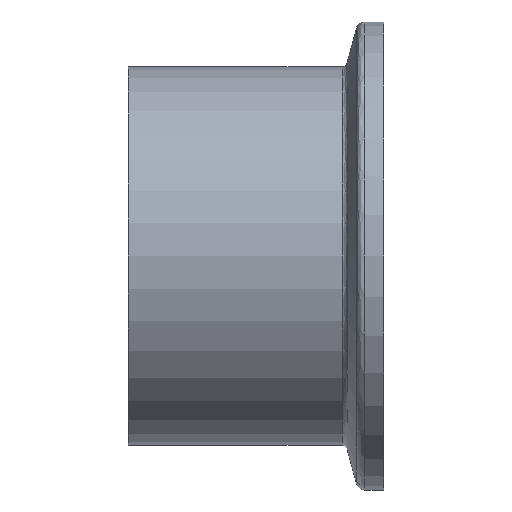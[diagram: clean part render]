
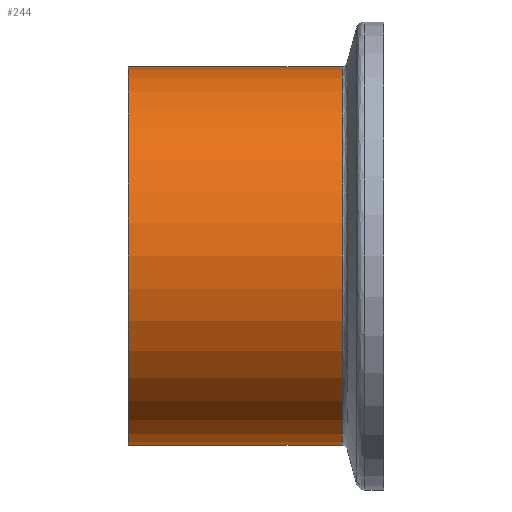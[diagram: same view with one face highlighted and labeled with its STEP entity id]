
A CAD part, front view. The second image highlights one B-rep face of the part: STEP entity #244.
In plain terms, the highlighted cylindrical face has radius 22.25 mm (diameter 44.5 mm), a full revolution.
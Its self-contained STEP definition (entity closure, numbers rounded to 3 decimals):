
#5 = FACE_OUTER_BOUND ( 'NONE', #680, .T. ) ;
#70 = CIRCLE ( 'NONE', #606, 22.25 ) ;
#88 = DIRECTION ( 'NONE',  ( -1., 0., 0. ) ) ;
#94 = DIRECTION ( 'NONE',  ( 0., 0., 1. ) ) ;
#155 = CARTESIAN_POINT ( 'NONE',  ( 3., 0., 0. ) ) ;
#214 = ORIENTED_EDGE ( 'NONE', *, *, #454, .T. ) ;
#221 = EDGE_LOOP ( 'NONE', ( #330 ) ) ;
#244 = ADVANCED_FACE ( 'NONE', ( #489, #5 ), #788, .T. ) ;
#249 = CARTESIAN_POINT ( 'NONE',  ( -27., 0., 0. ) ) ;
#330 = ORIENTED_EDGE ( 'NONE', *, *, #537, .T. ) ;
#341 = VERTEX_POINT ( 'NONE', #651 ) ;
#384 = CARTESIAN_POINT ( 'NONE',  ( -1.867, 0., 0. ) ) ;
#387 = DIRECTION ( 'NONE',  ( 0., 0., 1. ) ) ;
#452 = CIRCLE ( 'NONE', #655, 22.25 ) ;
#454 = EDGE_CURVE ( 'NONE', #648, #648, #70, .T. ) ;
#489 = FACE_OUTER_BOUND ( 'NONE', #221, .T. ) ;
#527 = AXIS2_PLACEMENT_3D ( 'NONE', #155, #583, #94 ) ;
#537 = EDGE_CURVE ( 'NONE', #341, #341, #452, .T. ) ;
#582 = CARTESIAN_POINT ( 'NONE',  ( -27., 0., 22.25 ) ) ;
#583 = DIRECTION ( 'NONE',  ( -1., 0., 0. ) ) ;
#606 = AXIS2_PLACEMENT_3D ( 'NONE', #249, #701, #699 ) ;
#648 = VERTEX_POINT ( 'NONE', #582 ) ;
#651 = CARTESIAN_POINT ( 'NONE',  ( -1.867, 0., 22.25 ) ) ;
#655 = AXIS2_PLACEMENT_3D ( 'NONE', #384, #88, #387 ) ;
#680 = EDGE_LOOP ( 'NONE', ( #214 ) ) ;
#699 = DIRECTION ( 'NONE',  ( 0., 0., 1. ) ) ;
#701 = DIRECTION ( 'NONE',  ( 1., 0., 0. ) ) ;
#788 = CYLINDRICAL_SURFACE ( 'NONE', #527, 22.25 ) ;
